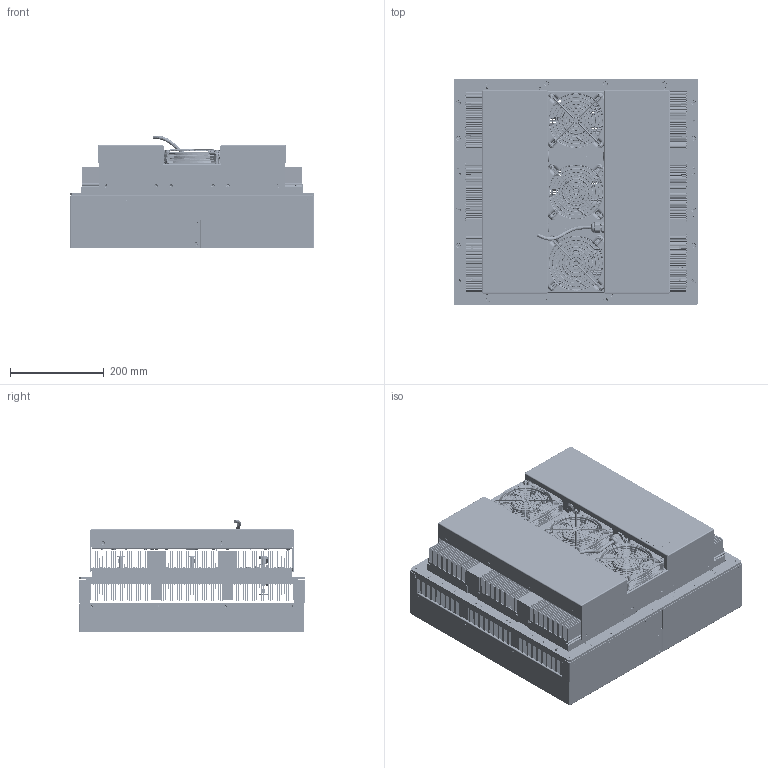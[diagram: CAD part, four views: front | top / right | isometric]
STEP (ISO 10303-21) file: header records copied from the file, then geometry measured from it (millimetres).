
FILE_DESCRIPTION (( 'STEP AP203' ), '1' );
FILE_NAME ('AHP-3259.STEP', '2016-10-31T15:55:20', ( '' ), ( '' ), 'SwSTEP 2.0', 'SolidWorks 2016', '' );
FILE_SCHEMA (( 'CONFIG_CONTROL_DESIGN' ));
Products named in the file (1): AHP-3259
Bounding box: 521.21 x 483.11 x 240.61 mm (x, y, z)
Surface area: 8760332.8 mm2 (no closed solid volume)
Topology: 0 solids, 1140 shells, 7758 faces, 34727 edges, 27329 vertices
Faces by surface type: plane 3912, cylinder 2451, bspline 811, cone 456, torus 72, sphere 56
Entity records: 451712 total; most frequent: CARTESIAN_POINT 191010, DIRECTION 49360, ORIENTED_EDGE 47311, EDGE_CURVE 34691, VERTEX_POINT 27329, VECTOR 18014, LINE 18014, AXIS2_PLACEMENT_3D 15673
